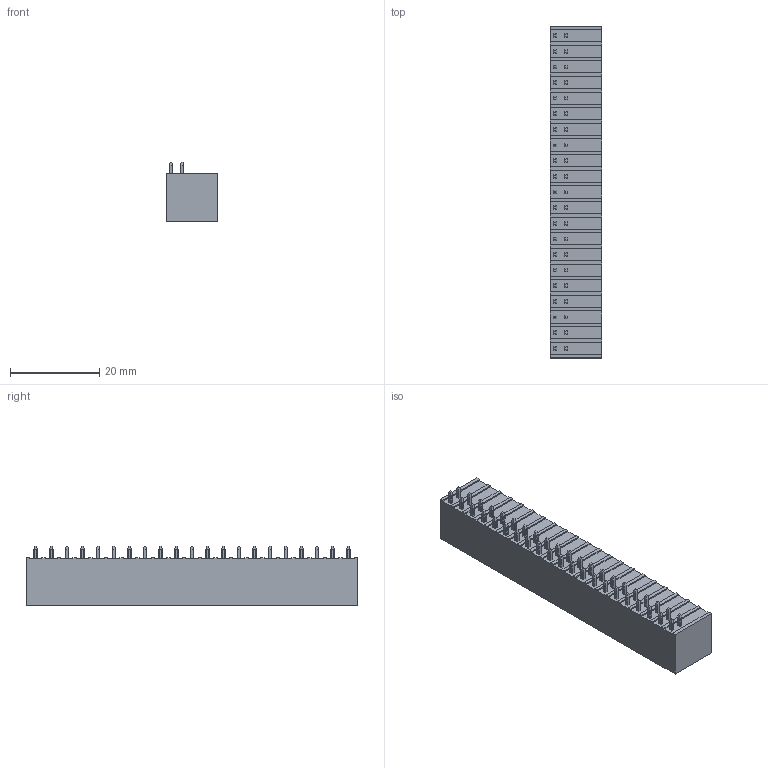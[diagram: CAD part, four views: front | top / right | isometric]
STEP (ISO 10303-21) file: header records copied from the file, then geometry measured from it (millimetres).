
FILE_DESCRIPTION((''),'2;1');
FILE_NAME('PRT0007','2024-11-18T09:57:17',('tluser'),(''),'CREO PARAMETRIC BY PTC INC, 2018100','CREO PARAMETRIC BY PTC INC, 2018100','');
FILE_SCHEMA(('CONFIG_CONTROL_DESIGN'));
Products named in the file (1): PRT0007
Bounding box: 11.6 x 74.3 x 13.4 mm (x, y, z)
Volume: 6260.5 mm3; surface area: 6950 mm2
Topology: 1 solids, 1 shells, 1902 faces, 5445 edges, 3630 vertices
Faces by surface type: plane 1259, cylinder 496, extrusion 147
Entity records: 62977 total; most frequent: CARTESIAN_POINT 14108, ORIENTED_EDGE 10890, DIRECTION 9002, EDGE_CURVE 5445, VECTOR 3970, LINE 3823, VERTEX_POINT 3630, AXIS2_PLACEMENT_3D 2516
